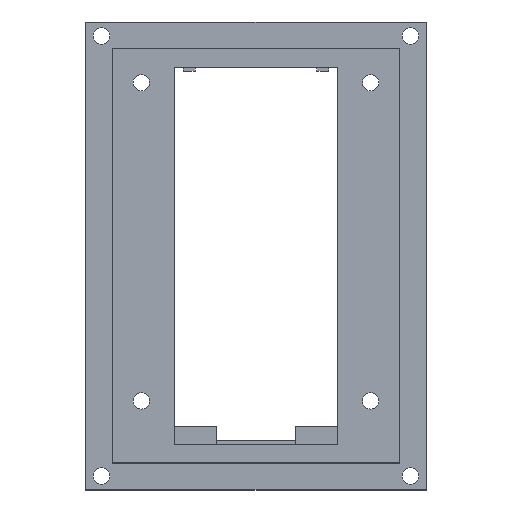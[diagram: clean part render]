
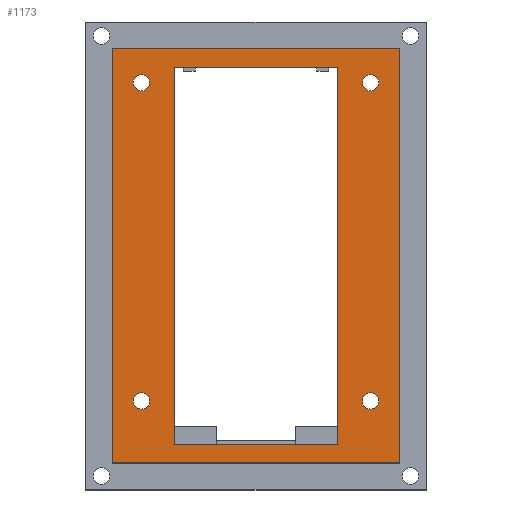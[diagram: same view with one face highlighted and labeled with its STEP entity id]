
A CAD part, top view. The second image highlights one B-rep face of the part: STEP entity #1173.
In plain terms, the highlighted planar face has unit normal (0, 0, 1).
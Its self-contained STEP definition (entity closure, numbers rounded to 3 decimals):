
#28=CIRCLE('',#1228,1.75);
#30=CIRCLE('',#1231,1.75);
#32=CIRCLE('',#1234,1.75);
#34=CIRCLE('',#1237,1.75);
#50=FACE_BOUND('',#176,.T.);
#51=FACE_BOUND('',#177,.T.);
#52=FACE_BOUND('',#178,.T.);
#53=FACE_BOUND('',#179,.T.);
#54=FACE_BOUND('',#180,.T.);
#109=FACE_OUTER_BOUND('',#175,.T.);
#175=EDGE_LOOP('',(#1037,#1038,#1039,#1040));
#176=EDGE_LOOP('',(#1041));
#177=EDGE_LOOP('',(#1042));
#178=EDGE_LOOP('',(#1043));
#179=EDGE_LOOP('',(#1044));
#180=EDGE_LOOP('',(#1045,#1046,#1047,#1048));
#297=LINE('',#1805,#443);
#301=LINE('',#1812,#447);
#303=LINE('',#1816,#449);
#306=LINE('',#1821,#452);
#319=LINE('',#1845,#465);
#322=LINE('',#1851,#468);
#325=LINE('',#1857,#471);
#328=LINE('',#1861,#474);
#443=VECTOR('',#1480,10.);
#447=VECTOR('',#1486,10.);
#449=VECTOR('',#1490,10.);
#452=VECTOR('',#1495,10.);
#465=VECTOR('',#1518,10.);
#468=VECTOR('',#1523,10.);
#471=VECTOR('',#1528,10.);
#474=VECTOR('',#1533,10.);
#560=VERTEX_POINT('',#1765);
#562=VERTEX_POINT('',#1771);
#564=VERTEX_POINT('',#1777);
#566=VERTEX_POINT('',#1783);
#571=VERTEX_POINT('',#1803);
#572=VERTEX_POINT('',#1804);
#574=VERTEX_POINT('',#1811);
#575=VERTEX_POINT('',#1815);
#581=VERTEX_POINT('',#1842);
#582=VERTEX_POINT('',#1844);
#584=VERTEX_POINT('',#1850);
#586=VERTEX_POINT('',#1856);
#695=EDGE_CURVE('',#560,#560,#28,.T.);
#698=EDGE_CURVE('',#562,#562,#30,.T.);
#701=EDGE_CURVE('',#564,#564,#32,.T.);
#704=EDGE_CURVE('',#566,#566,#34,.T.);
#713=EDGE_CURVE('',#571,#572,#297,.T.);
#717=EDGE_CURVE('',#572,#574,#301,.T.);
#719=EDGE_CURVE('',#574,#575,#303,.T.);
#722=EDGE_CURVE('',#575,#571,#306,.T.);
#735=EDGE_CURVE('',#582,#581,#319,.T.);
#738=EDGE_CURVE('',#584,#582,#322,.T.);
#741=EDGE_CURVE('',#586,#584,#325,.T.);
#744=EDGE_CURVE('',#581,#586,#328,.T.);
#1037=ORIENTED_EDGE('',*,*,#744,.T.);
#1038=ORIENTED_EDGE('',*,*,#741,.T.);
#1039=ORIENTED_EDGE('',*,*,#738,.T.);
#1040=ORIENTED_EDGE('',*,*,#735,.T.);
#1041=ORIENTED_EDGE('',*,*,#695,.T.);
#1042=ORIENTED_EDGE('',*,*,#698,.T.);
#1043=ORIENTED_EDGE('',*,*,#701,.T.);
#1044=ORIENTED_EDGE('',*,*,#704,.T.);
#1045=ORIENTED_EDGE('',*,*,#719,.T.);
#1046=ORIENTED_EDGE('',*,*,#722,.T.);
#1047=ORIENTED_EDGE('',*,*,#713,.T.);
#1048=ORIENTED_EDGE('',*,*,#717,.T.);
#1118=PLANE('',#1258);
#1173=ADVANCED_FACE('',(#109,#50,#51,#52,#53,#54),#1118,.T.);
#1228=AXIS2_PLACEMENT_3D('',#1767,#1435,#1436);
#1231=AXIS2_PLACEMENT_3D('',#1773,#1442,#1443);
#1234=AXIS2_PLACEMENT_3D('',#1779,#1449,#1450);
#1237=AXIS2_PLACEMENT_3D('',#1785,#1456,#1457);
#1258=AXIS2_PLACEMENT_3D('',#1862,#1534,#1535);
#1435=DIRECTION('center_axis',(0.,0.,-1.));
#1436=DIRECTION('ref_axis',(1.,0.,0.));
#1442=DIRECTION('center_axis',(0.,0.,-1.));
#1443=DIRECTION('ref_axis',(1.,0.,0.));
#1449=DIRECTION('center_axis',(0.,0.,-1.));
#1450=DIRECTION('ref_axis',(1.,0.,0.));
#1456=DIRECTION('center_axis',(0.,0.,-1.));
#1457=DIRECTION('ref_axis',(1.,0.,0.));
#1480=DIRECTION('',(0.,-1.,0.));
#1486=DIRECTION('',(-1.,0.,0.));
#1490=DIRECTION('',(0.,1.,0.));
#1495=DIRECTION('',(1.,0.,0.));
#1518=DIRECTION('',(1.,0.,0.));
#1523=DIRECTION('',(0.,-1.,0.));
#1528=DIRECTION('',(-1.,0.,0.));
#1533=DIRECTION('',(0.,1.,0.));
#1534=DIRECTION('center_axis',(0.,0.,1.));
#1535=DIRECTION('ref_axis',(1.,0.,0.));
#1765=CARTESIAN_POINT('',(-26.25,-31.,19.));
#1767=CARTESIAN_POINT('Origin',(-24.5,-31.,19.));
#1771=CARTESIAN_POINT('',(22.75,37.,19.));
#1773=CARTESIAN_POINT('Origin',(24.5,37.,19.));
#1777=CARTESIAN_POINT('',(22.75,-31.,19.));
#1779=CARTESIAN_POINT('Origin',(24.5,-31.,19.));
#1783=CARTESIAN_POINT('',(-26.25,37.,19.));
#1785=CARTESIAN_POINT('Origin',(-24.5,37.,19.));
#1803=CARTESIAN_POINT('',(17.5,40.304,19.));
#1804=CARTESIAN_POINT('',(17.5,-40.304,19.));
#1805=CARTESIAN_POINT('',(17.5,-20.152,19.));
#1811=CARTESIAN_POINT('',(-17.5,-40.304,19.));
#1812=CARTESIAN_POINT('',(-8.75,-40.304,19.));
#1815=CARTESIAN_POINT('',(-17.5,40.304,19.));
#1816=CARTESIAN_POINT('',(-17.5,20.152,19.));
#1821=CARTESIAN_POINT('',(8.75,40.304,19.));
#1842=CARTESIAN_POINT('',(30.75,-44.25,19.));
#1844=CARTESIAN_POINT('',(-30.75,-44.25,19.));
#1845=CARTESIAN_POINT('',(-30.75,-44.25,19.));
#1850=CARTESIAN_POINT('',(-30.75,44.25,19.));
#1851=CARTESIAN_POINT('',(-30.75,44.25,19.));
#1856=CARTESIAN_POINT('',(30.75,44.25,19.));
#1857=CARTESIAN_POINT('',(30.75,44.25,19.));
#1861=CARTESIAN_POINT('',(30.75,-44.25,19.));
#1862=CARTESIAN_POINT('Origin',(0.,0.,
19.));
